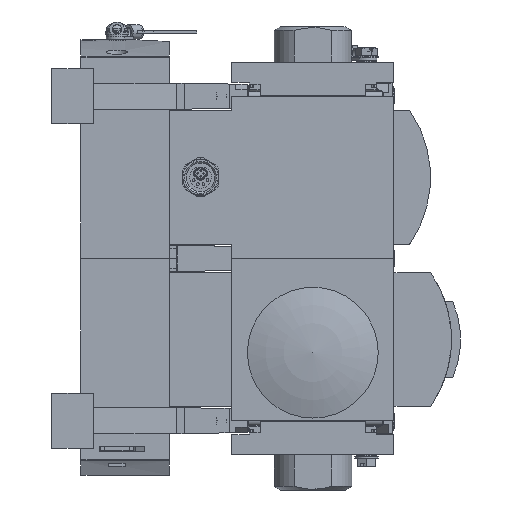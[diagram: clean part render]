
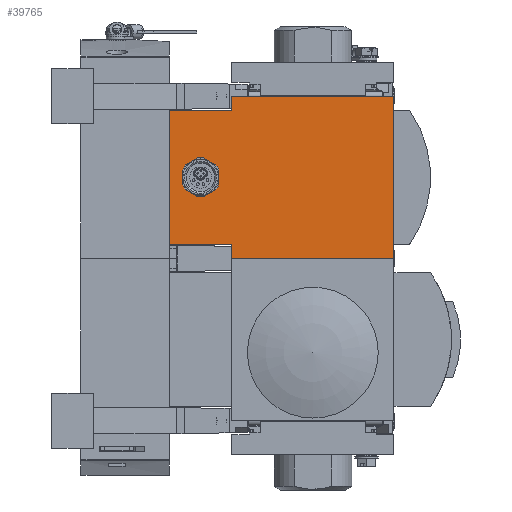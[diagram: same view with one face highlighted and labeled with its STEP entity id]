
A CAD part, front view. The second image highlights one B-rep face of the part: STEP entity #39765.
In plain terms, the highlighted planar face has unit normal (0, -1, 0).
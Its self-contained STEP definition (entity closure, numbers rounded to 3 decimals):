
#601=CIRCLE('',#41786,7.);
#2978=ORIENTED_EDGE('',*,*,#12378,.F.);
#2979=ORIENTED_EDGE('',*,*,#12013,.T.);
#2980=ORIENTED_EDGE('',*,*,#12095,.F.);
#2981=ORIENTED_EDGE('',*,*,#12278,.F.);
#2982=ORIENTED_EDGE('',*,*,#11910,.T.);
#2983=ORIENTED_EDGE('',*,*,#12379,.F.);
#2984=ORIENTED_EDGE('',*,*,#12380,.F.);
#2985=ORIENTED_EDGE('',*,*,#12381,.F.);
#2986=ORIENTED_EDGE('',*,*,#11907,.T.);
#11907=EDGE_CURVE('',#16683,#16687,#19906,.T.);
#11910=EDGE_CURVE('',#16691,#16690,#19909,.T.);
#12013=EDGE_CURVE('',#16687,#16780,#19998,.T.);
#12095=EDGE_CURVE('',#16831,#16780,#20080,.T.);
#12278=EDGE_CURVE('',#16691,#16831,#20242,.T.);
#12378=EDGE_CURVE('',#17032,#17032,#601,.F.);
#12379=EDGE_CURVE('',#17033,#16690,#20319,.T.);
#12380=EDGE_CURVE('',#17034,#17033,#20320,.T.);
#12381=EDGE_CURVE('',#16683,#17034,#20321,.T.);
#16683=VERTEX_POINT('',#54640);
#16687=VERTEX_POINT('',#54648);
#16690=VERTEX_POINT('',#54655);
#16691=VERTEX_POINT('',#54657);
#16780=VERTEX_POINT('',#54861);
#16831=VERTEX_POINT('',#55019);
#17032=VERTEX_POINT('',#55578);
#17033=VERTEX_POINT('',#55580);
#17034=VERTEX_POINT('',#55582);
#19906=LINE('',#54649,#23324);
#19909=LINE('',#54656,#23327);
#19998=LINE('',#54862,#23416);
#20080=LINE('',#55020,#23498);
#20242=LINE('',#55385,#23660);
#20319=LINE('',#55579,#23737);
#20320=LINE('',#55581,#23738);
#20321=LINE('',#55583,#23739);
#23324=VECTOR('',#44914,1000.);
#23327=VECTOR('',#44919,1000.);
#23416=VECTOR('',#45062,1000.);
#23498=VECTOR('',#45194,1000.);
#23660=VECTOR('',#45478,1000.);
#23737=VECTOR('',#45671,1000.);
#23738=VECTOR('',#45672,1000.);
#23739=VECTOR('',#45673,1000.);
#26783=EDGE_LOOP('',(#2978));
#26784=EDGE_LOOP('',(#2979,#2980,#2981,#2982,#2983,#2984,#2985,#2986));
#28947=FACE_BOUND('',#26783,.T.);
#28948=FACE_BOUND('',#26784,.T.);
#31087=PLANE('',#41785);
#39765=ADVANCED_FACE('',(#28947,#28948),#31087,.F.);
#41785=AXIS2_PLACEMENT_3D('',#55576,#45667,#45668);
#41786=AXIS2_PLACEMENT_3D('',#55577,#45669,#45670);
#44914=DIRECTION('',(0.,0.,-1.));
#44919=DIRECTION('',(0.,0.,-1.));
#45062=DIRECTION('',(1.,0.,0.));
#45194=DIRECTION('',(0.,0.,-1.));
#45478=DIRECTION('',(1.,0.,0.));
#45667=DIRECTION('',(0.,1.,0.));
#45668=DIRECTION('',(0.,0.,1.));
#45669=DIRECTION('',(0.,1.,0.));
#45670=DIRECTION('',(0.,0.,1.));
#45671=DIRECTION('',(1.,0.,0.));
#45672=DIRECTION('',(0.,0.,1.));
#45673=DIRECTION('',(-1.,0.,0.));
#54640=CARTESIAN_POINT('',(-31.,-45.5,-25.6));
#54648=CARTESIAN_POINT('',(-31.,-45.5,-31.));
#54649=CARTESIAN_POINT('',(-31.,-45.5,31.));
#54655=CARTESIAN_POINT('',(-31.,-45.5,25.6));
#54656=CARTESIAN_POINT('',(-31.,-45.5,31.));
#54657=CARTESIAN_POINT('',(-31.,-45.5,31.));
#54861=CARTESIAN_POINT('',(31.,-45.5,-31.));
#54862=CARTESIAN_POINT('',(-31.,-45.5,-31.));
#55019=CARTESIAN_POINT('',(31.,-45.5,31.));
#55020=CARTESIAN_POINT('',(31.,-45.5,31.));
#55385=CARTESIAN_POINT('',(-31.,-45.5,31.));
#55576=CARTESIAN_POINT('',(-31.,-45.5,31.));
#55577=CARTESIAN_POINT('',(-42.9,-45.5,0.));
#55578=CARTESIAN_POINT('',(-42.9,-45.5,7.));
#55579=CARTESIAN_POINT('',(-54.8,-45.5,25.6));
#55580=CARTESIAN_POINT('',(-54.8,-45.5,25.6));
#55581=CARTESIAN_POINT('',(-54.8,-45.5,-25.6));
#55582=CARTESIAN_POINT('',(-54.8,-45.5,-25.6));
#55583=CARTESIAN_POINT('',(-31.,-45.5,-25.6));
